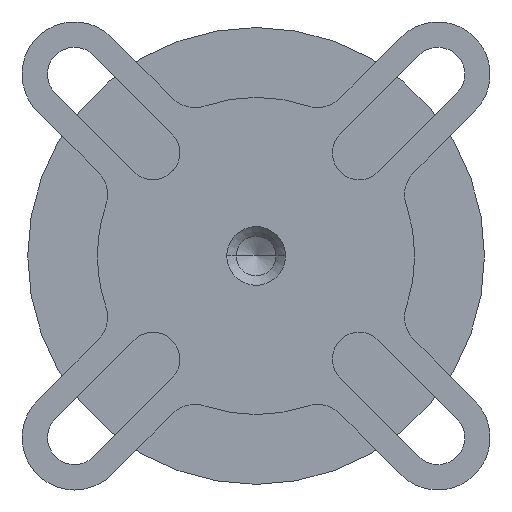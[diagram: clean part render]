
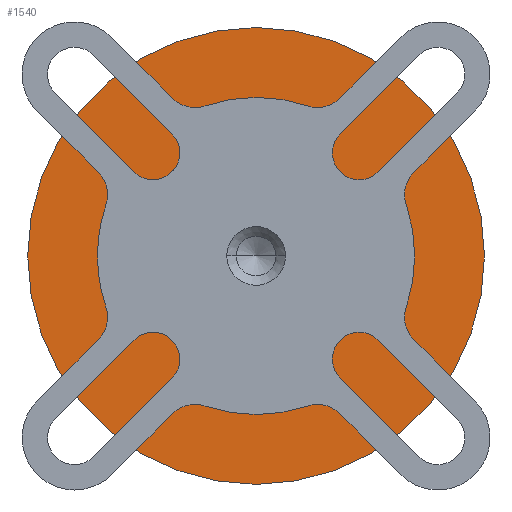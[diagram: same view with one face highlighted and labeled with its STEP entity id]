
A CAD part, front view. The second image highlights one B-rep face of the part: STEP entity #1540.
In plain terms, the highlighted planar face has unit normal (0, -1, 0).
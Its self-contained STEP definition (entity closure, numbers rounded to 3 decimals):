
#16 = VERTEX_POINT ( 'NONE', #306 ) ;
#31 = CARTESIAN_POINT ( 'NONE',  ( 0., 58.4, 0. ) ) ;
#97 = DIRECTION ( 'NONE',  ( -1., 0., 0. ) ) ;
#129 = ORIENTED_EDGE ( 'NONE', *, *, #1829, .F. ) ;
#184 = DIRECTION ( 'NONE',  ( -1., 0., 0. ) ) ;
#214 = DIRECTION ( 'NONE',  ( 0., 1., 0. ) ) ;
#223 = DIRECTION ( 'NONE',  ( -1., 0., 0. ) ) ;
#229 = CARTESIAN_POINT ( 'NONE',  ( 0., 58.4, 0. ) ) ;
#306 = CARTESIAN_POINT ( 'NONE',  ( 14.4, 58.4, 0. ) ) ;
#321 = EDGE_CURVE ( 'NONE', #641, #16, #1096, .T. ) ;
#470 = PLANE ( 'NONE',  #2136 ) ;
#514 = AXIS2_PLACEMENT_3D ( 'NONE', #229, #214, #184 ) ;
#617 = CARTESIAN_POINT ( 'NONE',  ( -14.4, 58.4, 0. ) ) ;
#641 = VERTEX_POINT ( 'NONE', #617 ) ;
#717 = DIRECTION ( 'NONE',  ( 0., 1., 0. ) ) ;
#784 = VERTEX_POINT ( 'NONE', #1052 ) ;
#847 = CARTESIAN_POINT ( 'NONE',  ( 7., 58.4, 0. ) ) ;
#870 = AXIS2_PLACEMENT_3D ( 'NONE', #31, #1326, #223 ) ;
#906 = CIRCLE ( 'NONE', #870, 14.4 ) ;
#926 = CIRCLE ( 'NONE', #999, 7. ) ;
#952 = DIRECTION ( 'NONE',  ( 0., 1., 0. ) ) ;
#954 = CIRCLE ( 'NONE', #1685, 7. ) ;
#981 = FACE_BOUND ( 'NONE', #1293, .T. ) ;
#990 = FACE_OUTER_BOUND ( 'NONE', #1391, .T. ) ;
#999 = AXIS2_PLACEMENT_3D ( 'NONE', #2031, #952, #2201 ) ;
#1052 = CARTESIAN_POINT ( 'NONE',  ( 7., 58.4, 0. ) ) ;
#1096 = CIRCLE ( 'NONE', #514, 14.4 ) ;
#1202 = DIRECTION ( 'NONE',  ( 0., 1., 0. ) ) ;
#1293 = EDGE_LOOP ( 'NONE', ( #1889, #2177 ) ) ;
#1326 = DIRECTION ( 'NONE',  ( 0., 1., 0. ) ) ;
#1391 = EDGE_LOOP ( 'NONE', ( #2185, #129 ) ) ;
#1540 = ADVANCED_FACE ( 'NONE', ( #990, #981 ), #470, .F. ) ;
#1658 = EDGE_CURVE ( 'NONE', #2322, #784, #954, .T. ) ;
#1685 = AXIS2_PLACEMENT_3D ( 'NONE', #1801, #717, #1991 ) ;
#1750 = EDGE_CURVE ( 'NONE', #784, #2322, #926, .T. ) ;
#1801 = CARTESIAN_POINT ( 'NONE',  ( 0., 58.4, 0. ) ) ;
#1829 = EDGE_CURVE ( 'NONE', #16, #641, #906, .T. ) ;
#1889 = ORIENTED_EDGE ( 'NONE', *, *, #1658, .T. ) ;
#1991 = DIRECTION ( 'NONE',  ( -1., 0., 0. ) ) ;
#2031 = CARTESIAN_POINT ( 'NONE',  ( 0., 58.4, 0. ) ) ;
#2136 = AXIS2_PLACEMENT_3D ( 'NONE', #847, #1202, #97 ) ;
#2177 = ORIENTED_EDGE ( 'NONE', *, *, #1750, .T. ) ;
#2185 = ORIENTED_EDGE ( 'NONE', *, *, #321, .F. ) ;
#2198 = CARTESIAN_POINT ( 'NONE',  ( -7., 58.4, 0. ) ) ;
#2201 = DIRECTION ( 'NONE',  ( -1., 0., 0. ) ) ;
#2322 = VERTEX_POINT ( 'NONE', #2198 ) ;
